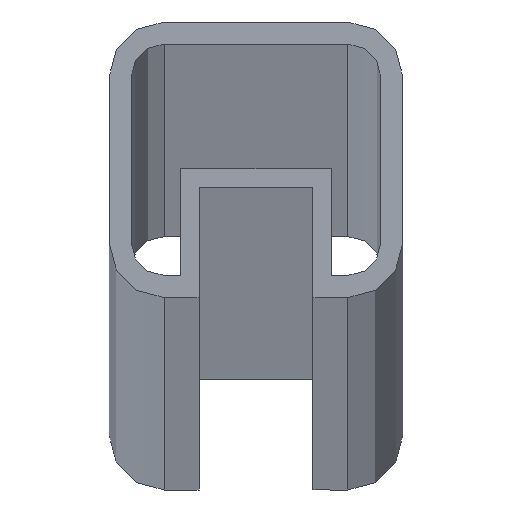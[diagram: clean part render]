
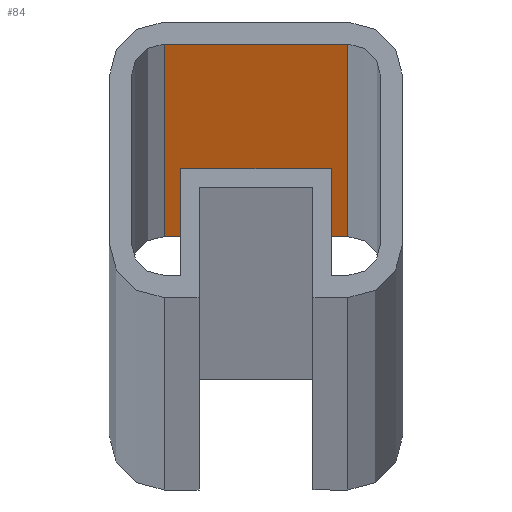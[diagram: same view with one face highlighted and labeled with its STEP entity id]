
A CAD part, top view. The second image highlights one B-rep face of the part: STEP entity #84.
In plain terms, the highlighted planar face has unit normal (0, -1, 0).
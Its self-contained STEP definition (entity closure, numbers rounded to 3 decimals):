
#1 = DIRECTION ( 'NONE',  ( 0., 0., 1. ) ) ;
#23 = LINE ( 'NONE', #773, #387 ) ;
#24 = EDGE_CURVE ( 'NONE', #295, #788, #864, .T. ) ;
#57 = DIRECTION ( 'NONE',  ( 0., 0., 1. ) ) ;
#67 = CARTESIAN_POINT ( 'NONE',  ( -5., 13.8, -6000. ) ) ;
#84 = ADVANCED_FACE ( 'NONE', ( #324 ), #267, .F. ) ;
#85 = ORIENTED_EDGE ( 'NONE', *, *, #24, .T. ) ;
#115 = VECTOR ( 'NONE', #413, 1000. ) ;
#125 = DIRECTION ( 'NONE',  ( 0., 1., 0. ) ) ;
#136 = CARTESIAN_POINT ( 'NONE',  ( -5., 13.8, -6000. ) ) ;
#216 = VERTEX_POINT ( 'NONE', #783 ) ;
#239 = VECTOR ( 'NONE', #1, 1000. ) ;
#245 = CARTESIAN_POINT ( 'NONE',  ( 5., 13.8, -6000. ) ) ;
#267 = PLANE ( 'NONE',  #418 ) ;
#295 = VERTEX_POINT ( 'NONE', #245 ) ;
#324 = FACE_OUTER_BOUND ( 'NONE', #452, .T. ) ;
#339 = EDGE_CURVE ( 'NONE', #295, #406, #353, .T. ) ;
#348 = CARTESIAN_POINT ( 'NONE',  ( -5., 13.8, 0. ) ) ;
#353 = LINE ( 'NONE', #67, #405 ) ;
#366 = LINE ( 'NONE', #348, #115 ) ;
#387 = VECTOR ( 'NONE', #626, 1000. ) ;
#396 = ORIENTED_EDGE ( 'NONE', *, *, #843, .T. ) ;
#405 = VECTOR ( 'NONE', #541, 1000. ) ;
#406 = VERTEX_POINT ( 'NONE', #136 ) ;
#413 = DIRECTION ( 'NONE',  ( -1., 0., 0. ) ) ;
#418 = AXIS2_PLACEMENT_3D ( 'NONE', #786, #125, #57 ) ;
#452 = EDGE_LOOP ( 'NONE', ( #396, #690, #503, #85 ) ) ;
#460 = CARTESIAN_POINT ( 'NONE',  ( 5., 13.8, 0. ) ) ;
#503 = ORIENTED_EDGE ( 'NONE', *, *, #339, .F. ) ;
#541 = DIRECTION ( 'NONE',  ( -1., 0., 0. ) ) ;
#545 = EDGE_CURVE ( 'NONE', #406, #216, #23, .T. ) ;
#626 = DIRECTION ( 'NONE',  ( 0., 0., 1. ) ) ;
#690 = ORIENTED_EDGE ( 'NONE', *, *, #545, .F. ) ;
#773 = CARTESIAN_POINT ( 'NONE',  ( -5., 13.8, -6000. ) ) ;
#783 = CARTESIAN_POINT ( 'NONE',  ( -5., 13.8, 0. ) ) ;
#786 = CARTESIAN_POINT ( 'NONE',  ( -5., 13.8, -6000. ) ) ;
#788 = VERTEX_POINT ( 'NONE', #460 ) ;
#798 = CARTESIAN_POINT ( 'NONE',  ( 5., 13.8, -6000. ) ) ;
#843 = EDGE_CURVE ( 'NONE', #788, #216, #366, .T. ) ;
#864 = LINE ( 'NONE', #798, #239 ) ;
